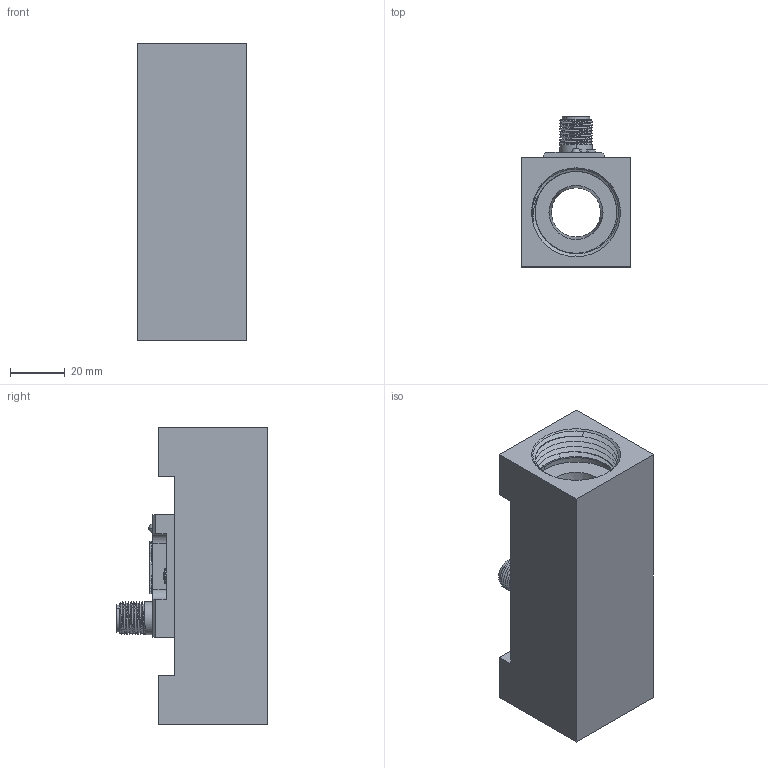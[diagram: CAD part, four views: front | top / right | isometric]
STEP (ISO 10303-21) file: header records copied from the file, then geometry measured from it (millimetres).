
FILE_DESCRIPTION((''),'2;1');
FILE_NAME('FC210-G1KDCM1-3D_ASM','2021-10-22T',('Administrator'),(''),'CREO PARAMETRIC BY PTC INC, 2014350','CREO PARAMETRIC BY PTC INC, 2014350','');
FILE_SCHEMA(('CONFIG_CONTROL_DESIGN'));
Length unit declared in the file: millimetre
Products named in the file (6): FC210-G1K-L1-3D; FC210-HK-KT-LED; HSHSM-4; HK-KT-LED_ASM; M3X6MM-DZ; FC210-G1KDCM1-3D_ASM
Assembly tree (5 placements, depth 3):
  FC210-G1KDCM1-3D_ASM
    FC210-G1K-L1-3D
    HK-KT-LED_ASM
      FC210-HK-KT-LED
      HSHSM-4
    M3X6MM-DZ
Bounding box: 40 x 55.2 x 109 mm (x, y, z)
Volume: 115103.8 mm3; surface area: 36871.4 mm2
Topology: 4 solids, 5 shells, 498 faces, 1356 edges, 896 vertices
Faces by surface type: plane 351, cylinder 81, bspline 30, sphere 18, cone 12, torus 4, revolution 2
Entity records: 22370 total; most frequent: CARTESIAN_POINT 9856, ORIENTED_EDGE 2668, DIRECTION 2354, EDGE_CURVE 1336, VECTOR 1014, LINE 1014, VERTEX_POINT 896, AXIS2_PLACEMENT_3D 669
